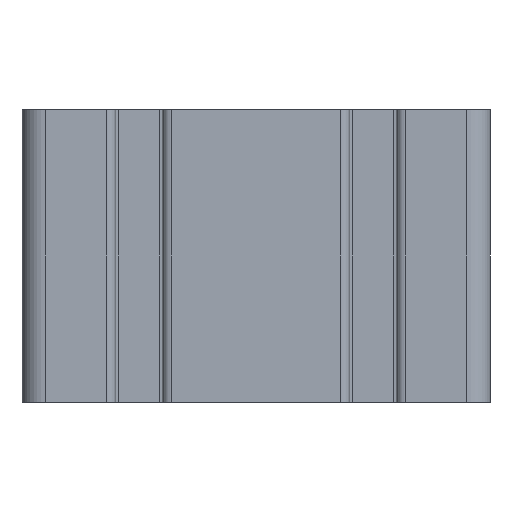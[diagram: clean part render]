
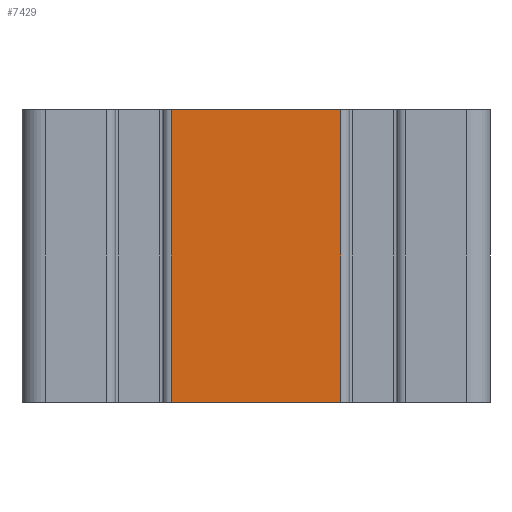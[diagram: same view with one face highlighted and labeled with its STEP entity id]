
A CAD part, front view. The second image highlights one B-rep face of the part: STEP entity #7429.
In plain terms, the highlighted planar face has unit normal (0, -1, 0).
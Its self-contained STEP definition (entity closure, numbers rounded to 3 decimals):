
#442 = VERTEX_POINT ( 'NONE', #4840 ) ;
#636 = CARTESIAN_POINT ( 'NONE',  ( 14.5, -20., 25. ) ) ;
#748 = FACE_OUTER_BOUND ( 'NONE', #3267, .T. ) ;
#1232 = DIRECTION ( 'NONE',  ( 0., 1., 0. ) ) ;
#1693 = CARTESIAN_POINT ( 'NONE',  ( 14.5, -20., -25. ) ) ;
#1699 = CARTESIAN_POINT ( 'NONE',  ( -14.5, -20., 25. ) ) ;
#2341 = EDGE_CURVE ( 'NONE', #5896, #6233, #5684, .T. ) ;
#2380 = ORIENTED_EDGE ( 'NONE', *, *, #2990, .F. ) ;
#2990 = EDGE_CURVE ( 'NONE', #6233, #442, #5715, .T. ) ;
#3065 = VECTOR ( 'NONE', #4165, 1000. ) ;
#3114 = DIRECTION ( 'NONE',  ( 1., 0., 0. ) ) ;
#3159 = ORIENTED_EDGE ( 'NONE', *, *, #2341, .F. ) ;
#3267 = EDGE_LOOP ( 'NONE', ( #7335, #2380, #3159, #6165 ) ) ;
#3753 = CARTESIAN_POINT ( 'NONE',  ( 14.5, -20., 25. ) ) ;
#3813 = PLANE ( 'NONE',  #7837 ) ;
#3817 = VECTOR ( 'NONE', #6625, 1000. ) ;
#3906 = VERTEX_POINT ( 'NONE', #6277 ) ;
#4165 = DIRECTION ( 'NONE',  ( 1., 0., 0. ) ) ;
#4263 = CARTESIAN_POINT ( 'NONE',  ( 14.5, -20., 25. ) ) ;
#4706 = LINE ( 'NONE', #1699, #3817 ) ;
#4840 = CARTESIAN_POINT ( 'NONE',  ( 14.5, -20., -25. ) ) ;
#5112 = CARTESIAN_POINT ( 'NONE',  ( 14.5, -20., 25. ) ) ;
#5232 = EDGE_CURVE ( 'NONE', #3906, #442, #7224, .T. ) ;
#5684 = LINE ( 'NONE', #3753, #7515 ) ;
#5715 = LINE ( 'NONE', #5112, #6375 ) ;
#5719 = CARTESIAN_POINT ( 'NONE',  ( -14.5, -20., 25. ) ) ;
#5896 = VERTEX_POINT ( 'NONE', #5719 ) ;
#6165 = ORIENTED_EDGE ( 'NONE', *, *, #6536, .T. ) ;
#6233 = VERTEX_POINT ( 'NONE', #4263 ) ;
#6277 = CARTESIAN_POINT ( 'NONE',  ( -14.5, -20., -25. ) ) ;
#6375 = VECTOR ( 'NONE', #7567, 1000. ) ;
#6536 = EDGE_CURVE ( 'NONE', #5896, #3906, #4706, .T. ) ;
#6625 = DIRECTION ( 'NONE',  ( 0., 0., -1. ) ) ;
#7224 = LINE ( 'NONE', #1693, #3065 ) ;
#7335 = ORIENTED_EDGE ( 'NONE', *, *, #5232, .T. ) ;
#7429 = ADVANCED_FACE ( 'NONE', ( #748 ), #3813, .F. ) ;
#7515 = VECTOR ( 'NONE', #3114, 1000. ) ;
#7518 = DIRECTION ( 'NONE',  ( -1., 0., 0. ) ) ;
#7567 = DIRECTION ( 'NONE',  ( 0., 0., -1. ) ) ;
#7837 = AXIS2_PLACEMENT_3D ( 'NONE', #636, #1232, #7518 ) ;
